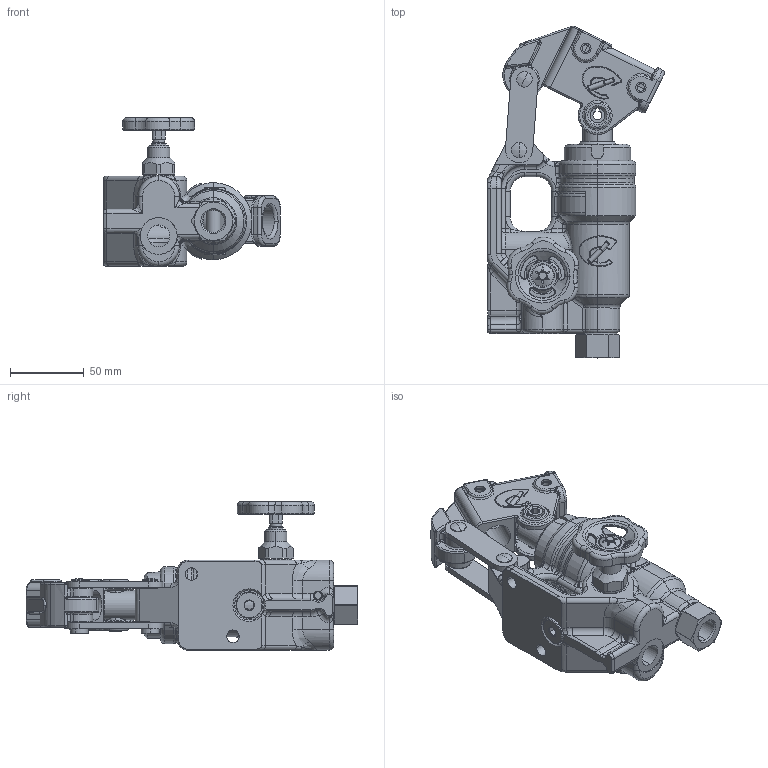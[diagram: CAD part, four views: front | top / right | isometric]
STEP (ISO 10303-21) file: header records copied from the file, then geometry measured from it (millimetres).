
FILE_DESCRIPTION (( 'STEP AP203' ), '1' );
FILE_NAME ('PL20S.STEP', '2010-02-16T07:41:04', ( 'Chapel' ), ( 'Chapel' ), 'SwSTEP 2.0', 'SolidWorks 2007', '' );
FILE_SCHEMA (( 'CONFIG_CONTROL_DESIGN' ));
Length unit declared in the file: millimetre
Products named in the file (1): PL20S
Bounding box: 119.44 x 224.4 x 100.4 mm (x, y, z)
Surface area: 99159.7 mm2 (no closed solid volume)
Topology: 0 solids, 29 shells, 1255 faces, 3408 edges, 2057 vertices
Faces by surface type: cylinder 428, torus 285, bspline 248, plane 169, cone 76, sphere 49
Entity records: 53123 total; most frequent: CARTESIAN_POINT 23691, DIRECTION 6237, ORIENTED_EDGE 6014, EDGE_CURVE 3351, AXIS2_PLACEMENT_3D 2704, VERTEX_POINT 2055, CIRCLE 1696, EDGE_LOOP 1306
